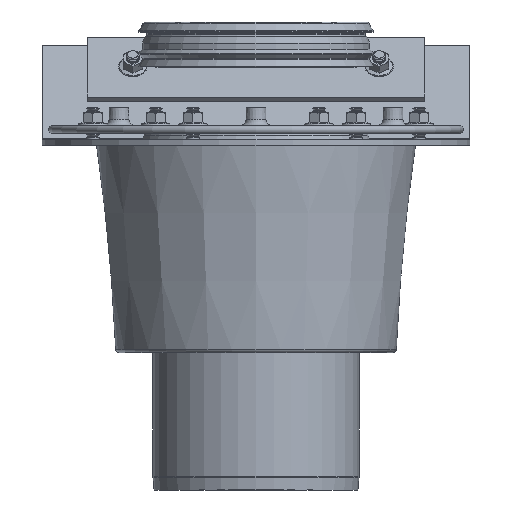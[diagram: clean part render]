
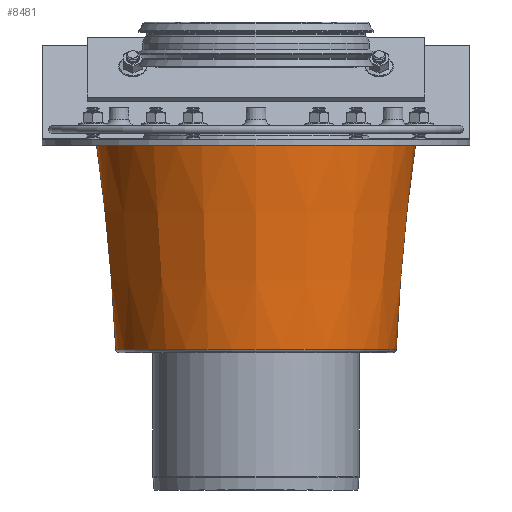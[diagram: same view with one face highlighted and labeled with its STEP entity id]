
A CAD part, left-side view. The second image highlights one B-rep face of the part: STEP entity #8481.
In plain terms, the highlighted conical face has half-angle 5.356 degrees and reference radius 1156.28 mm.
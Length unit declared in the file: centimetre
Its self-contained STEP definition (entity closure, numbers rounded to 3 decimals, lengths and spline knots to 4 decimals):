
#544=CONICAL_SURFACE('',#9684,115.6275,0.093);
#1403=FACE_OUTER_BOUND('',#2072,.T.);
#2072=EDGE_LOOP('',(#7813,#7814,#7815,#7816,#7817));
#2519=LINE('',#15707,#2965);
#2965=VECTOR('',#12493,115.6275);
#3556=CIRCLE('',#9683,123.);
#3557=CIRCLE('',#9685,108.255);
#3558=CIRCLE('',#9686,108.255);
#4244=VERTEX_POINT('',#15700);
#4245=VERTEX_POINT('',#15703);
#4246=VERTEX_POINT('',#15704);
#5434=EDGE_CURVE('',#4244,#4244,#3556,.T.);
#5435=EDGE_CURVE('',#4245,#4246,#3557,.T.);
#5436=EDGE_CURVE('',#4246,#4245,#3558,.T.);
#5437=EDGE_CURVE('',#4246,#4244,#2519,.T.);
#7813=ORIENTED_EDGE('',*,*,#5435,.F.);
#7814=ORIENTED_EDGE('',*,*,#5436,.F.);
#7815=ORIENTED_EDGE('',*,*,#5437,.T.);
#7816=ORIENTED_EDGE('',*,*,#5434,.T.);
#7817=ORIENTED_EDGE('',*,*,#5437,.F.);
#8481=ADVANCED_FACE('',(#1403),#544,.T.);
#9683=AXIS2_PLACEMENT_3D('',#15701,#12485,#12486);
#9684=AXIS2_PLACEMENT_3D('',#15702,#12487,#12488);
#9685=AXIS2_PLACEMENT_3D('',#15705,#12489,#12490);
#9686=AXIS2_PLACEMENT_3D('',#15706,#12491,#12492);
#12485=DIRECTION('center_axis',(0.,0.,
-1.));
#12486=DIRECTION('ref_axis',(-1.,0.,0.));
#12487=DIRECTION('center_axis',(0.,0.,
1.));
#12488=DIRECTION('ref_axis',(-1.,0.,0.));
#12489=DIRECTION('center_axis',(0.,0.,
-1.));
#12490=DIRECTION('ref_axis',(-1.,0.,0.));
#12491=DIRECTION('center_axis',(0.,0.,
-1.));
#12492=DIRECTION('ref_axis',(-1.,0.,0.));
#12493=DIRECTION('',(0.093,0.,0.996));
#15700=CARTESIAN_POINT('',(9.2797,80.2422,42.5517));
#15701=CARTESIAN_POINT('Origin',(-113.7203,80.2422,42.5517));
#15702=CARTESIAN_POINT('Origin',(-113.7203,80.2422,-36.0883));
#15703=CARTESIAN_POINT('',(-113.7203,-28.0128,-114.7284));
#15704=CARTESIAN_POINT('',(-5.4653,80.2422,-114.7284));
#15705=CARTESIAN_POINT('Origin',(-113.7203,80.2422,-114.7284));
#15706=CARTESIAN_POINT('Origin',(-113.7203,80.2422,-114.7284));
#15707=CARTESIAN_POINT('',(1.9072,80.2422,-36.0883));
